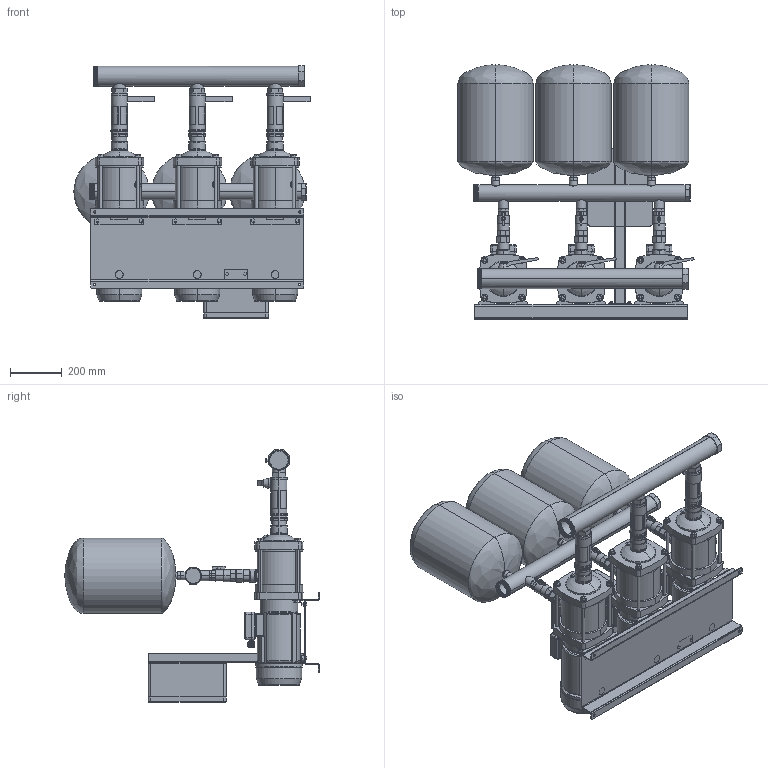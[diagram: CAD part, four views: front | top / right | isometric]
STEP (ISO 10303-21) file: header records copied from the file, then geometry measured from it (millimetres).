
FILE_DESCRIPTION (( 'STEP AP214' ), '1' );
FILE_NAME ('3EH_15-4_TS.STEP', '2022-01-25T07:12:27', ( '' ), ( '' ), 'SwSTEP 2.0', 'SolidWorks 2020', '' );
FILE_SCHEMA (( 'AUTOMOTIVE_DESIGN' ));
Length unit declared in the file: mil
Products named in the file (1): 3EH_15-4_TS
Bounding box: 910 x 980 x 971.9 mm (x, y, z)
Volume: 94013639.2 mm3; surface area: 6913014.8 mm2
Topology: 113 solids, 114 shells, 2601 faces, 6164 edges, 3979 vertices
Faces by surface type: plane 1251, cylinder 1082, cone 172, bspline 44, torus 40, sphere 12
Entity records: 101760 total; most frequent: CARTESIAN_POINT 37932, DIRECTION 12680, ORIENTED_EDGE 12316, EDGE_CURVE 6158, AXIS2_PLACEMENT_3D 4659, VERTEX_POINT 3979, VECTOR 3362, LINE 3362
